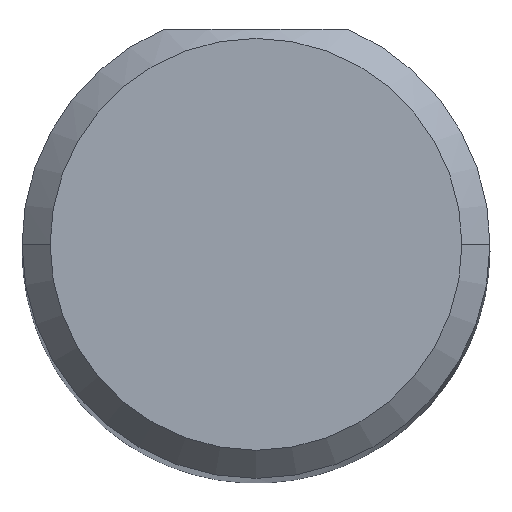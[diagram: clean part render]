
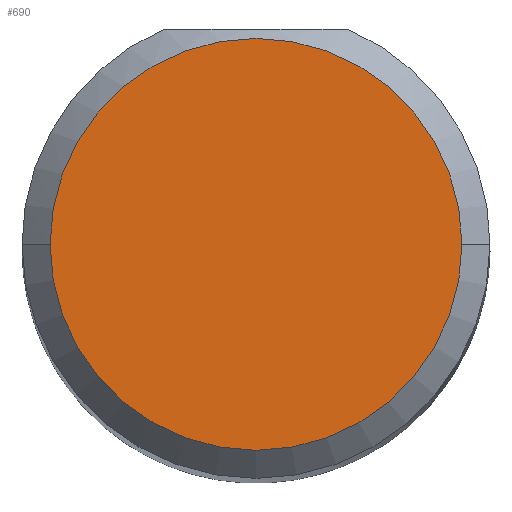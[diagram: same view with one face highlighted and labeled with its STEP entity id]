
A CAD part, top view. The second image highlights one B-rep face of the part: STEP entity #690.
In plain terms, the highlighted planar face has unit normal (0, 0, 1).
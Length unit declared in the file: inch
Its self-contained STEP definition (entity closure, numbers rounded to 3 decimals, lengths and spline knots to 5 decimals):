
#28 = ORIENTED_EDGE ( 'NONE', *, *, #614, .T. ) ;
#89 = EDGE_CURVE ( 'NONE', #233, #238, #360, .T. ) ;
#97 = CARTESIAN_POINT ( 'NONE',  ( 0., 0., 2.5 ) ) ;
#144 = CARTESIAN_POINT ( 'NONE',  ( 0., 0., 2.5 ) ) ;
#163 = CARTESIAN_POINT ( 'NONE',  ( 0.11, 0., 2.5 ) ) ;
#188 = DIRECTION ( 'NONE',  ( 1., 0., 0. ) ) ;
#195 = DIRECTION ( 'NONE',  ( 1., 0., 0. ) ) ;
#227 = EDGE_LOOP ( 'NONE', ( #228, #28 ) ) ;
#228 = ORIENTED_EDGE ( 'NONE', *, *, #89, .T. ) ;
#233 = VERTEX_POINT ( 'NONE', #279 ) ;
#238 = VERTEX_POINT ( 'NONE', #163 ) ;
#249 = CARTESIAN_POINT ( 'NONE',  ( 0., 0., 2.5 ) ) ;
#250 = CIRCLE ( 'NONE', #387, 0.11 ) ;
#264 = AXIS2_PLACEMENT_3D ( 'NONE', #97, #575, #579 ) ;
#279 = CARTESIAN_POINT ( 'NONE',  ( -0.11, 0., 2.5 ) ) ;
#360 = CIRCLE ( 'NONE', #424, 0.11 ) ;
#387 = AXIS2_PLACEMENT_3D ( 'NONE', #144, #559, #195 ) ;
#424 = AXIS2_PLACEMENT_3D ( 'NONE', #249, #729, #188 ) ;
#454 = PLANE ( 'NONE',  #264 ) ;
#559 = DIRECTION ( 'NONE',  ( 0., 0., 1. ) ) ;
#575 = DIRECTION ( 'NONE',  ( 0., 0., 1. ) ) ;
#579 = DIRECTION ( 'NONE',  ( 1., 0., 0. ) ) ;
#614 = EDGE_CURVE ( 'NONE', #238, #233, #250, .T. ) ;
#690 = ADVANCED_FACE ( 'NONE', ( #704 ), #454, .T. ) ;
#704 = FACE_OUTER_BOUND ( 'NONE', #227, .T. ) ;
#729 = DIRECTION ( 'NONE',  ( 0., 0., 1. ) ) ;
